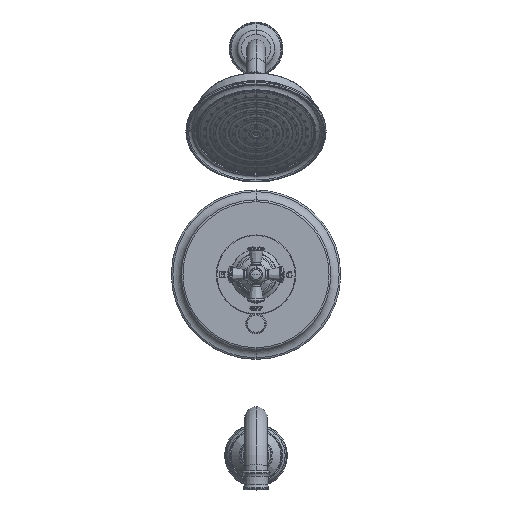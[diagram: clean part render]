
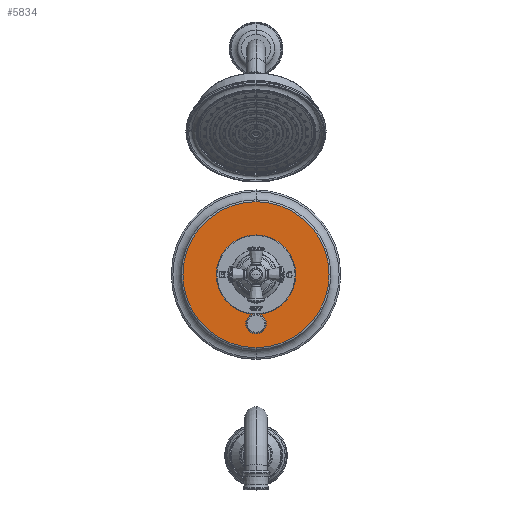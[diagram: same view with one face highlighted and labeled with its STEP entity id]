
A CAD part, top view. The second image highlights one B-rep face of the part: STEP entity #5834.
In plain terms, the highlighted planar face has unit normal (0, 0, 1).
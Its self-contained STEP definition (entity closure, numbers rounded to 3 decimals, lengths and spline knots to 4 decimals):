
#1515=CARTESIAN_POINT('',(0.,0.,0.625));
#1516=DIRECTION('',(0.,0.,1.));
#1517=DIRECTION('',(0.,-1.,0.));
#1518=AXIS2_PLACEMENT_3D('',#1515,#1516,#1517);
#1530=CARTESIAN_POINT('',(0.,0.,0.625));
#1531=DIRECTION('',(0.,0.,1.));
#1532=DIRECTION('',(0.,1.,0.));
#1533=AXIS2_PLACEMENT_3D('',#1530,#1531,#1532);
#1535=CARTESIAN_POINT('',(0.,0.,0.625));
#1536=DIRECTION('',(0.,0.,-1.));
#1537=DIRECTION('',(0.,1.,0.));
#1538=AXIS2_PLACEMENT_3D('',#1535,#1536,#1537);
#1540=CARTESIAN_POINT('',(0.,-2.17,0.625));
#1541=DIRECTION('',(0.,0.,1.));
#1542=DIRECTION('',(-1.,0.,0.));
#1543=AXIS2_PLACEMENT_3D('',#1540,#1541,#1542);
#1545=CARTESIAN_POINT('',(0.,-2.17,0.625));
#1546=DIRECTION('',(0.,0.,1.));
#1547=DIRECTION('',(1.,0.,0.));
#1548=AXIS2_PLACEMENT_3D('',#1545,#1546,#1547);
#1628=CARTESIAN_POINT('',(0.,0.,0.625));
#1629=DIRECTION('',(0.,0.,1.));
#1630=DIRECTION('',(0.,1.,0.));
#1631=AXIS2_PLACEMENT_3D('',#1628,#1629,#1630);
#3941=CARTESIAN_POINT('',(0.,3.233,0.625));
#3942=VERTEX_POINT('',#3941);
#3949=CARTESIAN_POINT('',(0.,-3.233,0.625));
#3950=VERTEX_POINT('',#3949);
#3951=CARTESIAN_POINT('',(0.,-1.757,0.625));
#3952=CARTESIAN_POINT('',(0.,1.757,0.625));
#3953=VERTEX_POINT('',#3951);
#3954=VERTEX_POINT('',#3952);
#4293=CARTESIAN_POINT('',(-0.236,-2.17,0.625));
#4294=CARTESIAN_POINT('',(0.236,-2.17,0.625));
#4295=VERTEX_POINT('',#4293);
#4296=VERTEX_POINT('',#4294);
#5812=CARTESIAN_POINT('',(0.,0.,0.625));
#5813=DIRECTION('',(0.,0.,-1.));
#5814=DIRECTION('',(0.,-1.,0.));
#5815=AXIS2_PLACEMENT_3D('',#5812,#5813,#5814);
#5816=PLANE('',#5815);
#5818=ORIENTED_EDGE('',*,*,#5817,.F.);
#5820=ORIENTED_EDGE('',*,*,#5819,.T.);
#5821=EDGE_LOOP('',(#5818,#5820));
#5822=FACE_OUTER_BOUND('',#5821,.F.);
#5823=ORIENTED_EDGE('',*,*,#5802,.T.);
#5825=ORIENTED_EDGE('',*,*,#5824,.T.);
#5826=EDGE_LOOP('',(#5823,#5825));
#5827=FACE_BOUND('',#5826,.F.);
#5829=ORIENTED_EDGE('',*,*,#5828,.T.);
#5831=ORIENTED_EDGE('',*,*,#5830,.T.);
#5832=EDGE_LOOP('',(#5829,#5831));
#5833=FACE_BOUND('',#5832,.F.);
#5834=ADVANCED_FACE('',(#5822,#5827,#5833),#5816,.F.);
#1519=CIRCLE('',#1518,1.757);
#1534=CIRCLE('',#1533,3.233);
#1539=CIRCLE('',#1538,3.233);
#1544=CIRCLE('',#1543,0.236);
#1549=CIRCLE('',#1548,0.236);
#1632=CIRCLE('',#1631,1.757);
#5802=EDGE_CURVE('',#3953,#3954,#1519,.T.);
#5817=EDGE_CURVE('',#3942,#3950,#1534,.T.);
#5819=EDGE_CURVE('',#3942,#3950,#1539,.T.);
#5824=EDGE_CURVE('',#3954,#3953,#1632,.T.);
#5828=EDGE_CURVE('',#4295,#4296,#1544,.T.);
#5830=EDGE_CURVE('',#4296,#4295,#1549,.T.);
